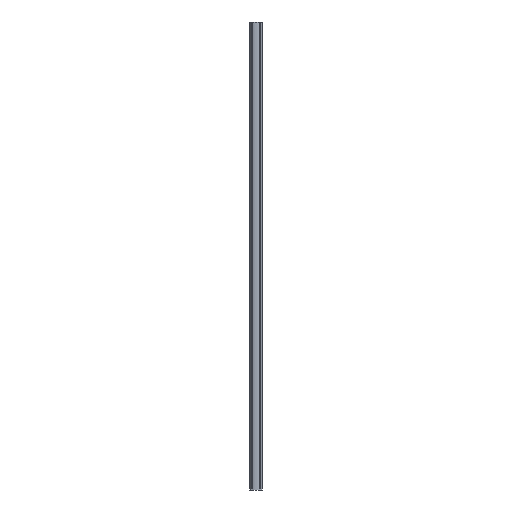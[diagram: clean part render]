
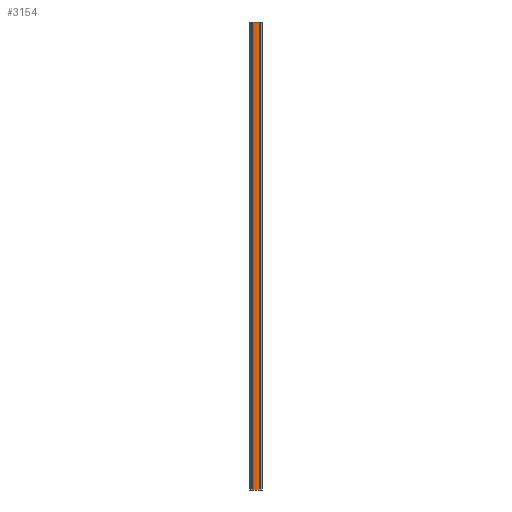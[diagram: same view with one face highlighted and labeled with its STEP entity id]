
A CAD part, front view. The second image highlights one B-rep face of the part: STEP entity #3154.
In plain terms, the highlighted cylindrical face has radius 42.5 mm (diameter 85 mm), a partial arc.
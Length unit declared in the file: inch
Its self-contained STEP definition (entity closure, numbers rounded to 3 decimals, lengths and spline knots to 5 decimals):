
#260 = DIRECTION ( 'NONE',  ( 1., 0., 0. ) ) ;
#285 = DIRECTION ( 'NONE',  ( 1., 0., 0. ) ) ;
#384 = EDGE_LOOP ( 'NONE', ( #2355, #1219, #2049, #3241 ) ) ;
#395 = CIRCLE ( 'NONE', #3293, 1.67323 ) ;
#460 = EDGE_CURVE ( 'NONE', #2914, #1872, #395, .T. ) ;
#493 = DIRECTION ( 'NONE',  ( 0., 0., -1. ) ) ;
#528 = DIRECTION ( 'NONE',  ( 0., 0., 1. ) ) ;
#553 = CARTESIAN_POINT ( 'NONE',  ( 0., 0., 0. ) ) ;
#787 = CARTESIAN_POINT ( 'NONE',  ( 0., 0., -78.74016 ) ) ;
#805 = LINE ( 'NONE', #2169, #964 ) ;
#808 = CYLINDRICAL_SURFACE ( 'NONE', #2619, 1.67323 ) ;
#867 = DIRECTION ( 'NONE',  ( 0., 0., 1. ) ) ;
#947 = CARTESIAN_POINT ( 'NONE',  ( -0.57791, -1.57026, -78.74016 ) ) ;
#964 = VECTOR ( 'NONE', #2992, 39.37008 ) ;
#1205 = EDGE_CURVE ( 'NONE', #1435, #2914, #805, .T. ) ;
#1219 = ORIENTED_EDGE ( 'NONE', *, *, #1205, .T. ) ;
#1435 = VERTEX_POINT ( 'NONE', #2221 ) ;
#1523 = CARTESIAN_POINT ( 'NONE',  ( 0.57791, -1.57026, 0. ) ) ;
#1605 = VERTEX_POINT ( 'NONE', #947 ) ;
#1840 = LINE ( 'NONE', #2927, #2217 ) ;
#1872 = VERTEX_POINT ( 'NONE', #3130 ) ;
#2024 = EDGE_CURVE ( 'NONE', #1872, #1605, #1840, .T. ) ;
#2049 = ORIENTED_EDGE ( 'NONE', *, *, #460, .T. ) ;
#2131 = FACE_OUTER_BOUND ( 'NONE', #384, .T. ) ;
#2169 = CARTESIAN_POINT ( 'NONE',  ( 0.57791, -1.57026, -78.74016 ) ) ;
#2217 = VECTOR ( 'NONE', #493, 39.37008 ) ;
#2221 = CARTESIAN_POINT ( 'NONE',  ( 0.57791, -1.57026, -78.74016 ) ) ;
#2355 = ORIENTED_EDGE ( 'NONE', *, *, #2445, .T. ) ;
#2445 = EDGE_CURVE ( 'NONE', #1605, #1435, #2964, .T. ) ;
#2614 = AXIS2_PLACEMENT_3D ( 'NONE', #3310, #867, #3038 ) ;
#2619 = AXIS2_PLACEMENT_3D ( 'NONE', #787, #528, #260 ) ;
#2703 = DIRECTION ( 'NONE',  ( 0., 0., -1. ) ) ;
#2914 = VERTEX_POINT ( 'NONE', #1523 ) ;
#2927 = CARTESIAN_POINT ( 'NONE',  ( -0.57791, -1.57026, -78.74016 ) ) ;
#2964 = CIRCLE ( 'NONE', #2614, 1.67323 ) ;
#2992 = DIRECTION ( 'NONE',  ( 0., 0., 1. ) ) ;
#3038 = DIRECTION ( 'NONE',  ( 1., 0., 0. ) ) ;
#3130 = CARTESIAN_POINT ( 'NONE',  ( -0.57791, -1.57026, 0. ) ) ;
#3154 = ADVANCED_FACE ( 'NONE', ( #2131 ), #808, .T. ) ;
#3241 = ORIENTED_EDGE ( 'NONE', *, *, #2024, .T. ) ;
#3293 = AXIS2_PLACEMENT_3D ( 'NONE', #553, #2703, #285 ) ;
#3310 = CARTESIAN_POINT ( 'NONE',  ( 0., 0., -78.74016 ) ) ;
